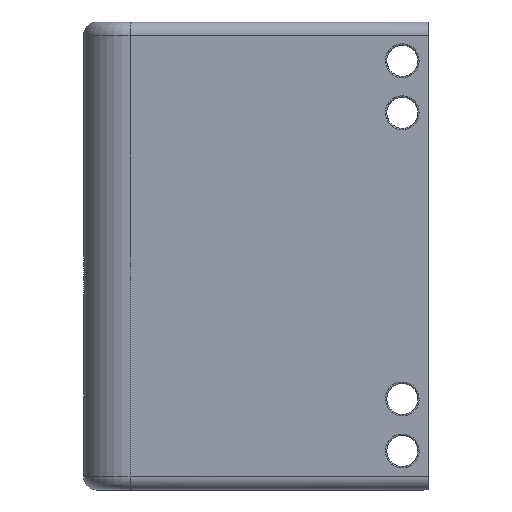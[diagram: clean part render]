
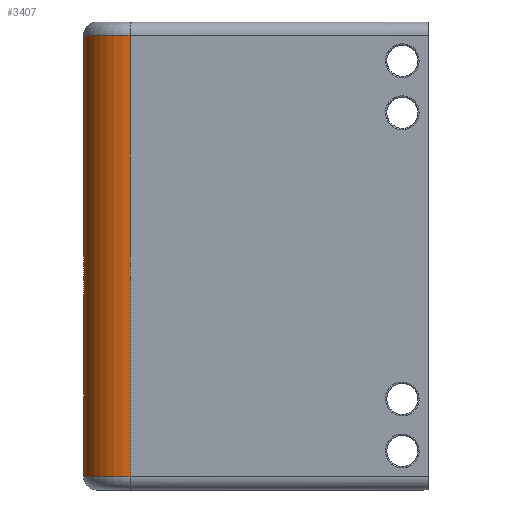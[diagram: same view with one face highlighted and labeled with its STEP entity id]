
A CAD part, left-side view. The second image highlights one B-rep face of the part: STEP entity #3407.
In plain terms, the highlighted cylindrical face has radius 20 mm (diameter 40 mm), a partial arc.
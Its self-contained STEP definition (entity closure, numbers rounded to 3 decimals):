
#744=CARTESIAN_POINT('',(-116.428,130.,175.));
#745=DIRECTION('',(0.,0.,1.));
#746=DIRECTION('',(0.,1.,0.));
#747=AXIS2_PLACEMENT_3D('',#744,#745,#746);
#749=CARTESIAN_POINT('',(-116.428,130.,5.));
#750=DIRECTION('',(0.,0.,-1.));
#751=DIRECTION('',(-0.994,0.11,0.));
#752=AXIS2_PLACEMENT_3D('',#749,#750,#751);
#762=DIRECTION('',(0.,0.,-1.));
#763=VECTOR('',#762,170.);
#764=CARTESIAN_POINT('',(-136.307,132.196,175.));
#765=LINE('',#764,#763);
#1826=DIRECTION('',(0.,0.,-1.));
#1827=VECTOR('',#1826,170.);
#1828=CARTESIAN_POINT('',(-116.428,150.,175.));
#1829=LINE('',#1828,#1827);
#2660=CARTESIAN_POINT('',(-116.428,150.,5.));
#2661=VERTEX_POINT('',#2660);
#2664=CARTESIAN_POINT('',(-136.307,132.196,5.));
#2665=VERTEX_POINT('',#2664);
#2671=CARTESIAN_POINT('',(-136.307,132.196,175.));
#2672=VERTEX_POINT('',#2671);
#2679=CARTESIAN_POINT('',(-116.428,150.,175.));
#2680=VERTEX_POINT('',#2679);
#3394=CARTESIAN_POINT('',(-116.428,130.,414.648));
#3395=DIRECTION('',(0.,0.,-1.));
#3396=DIRECTION('',(-0.994,0.11,0.));
#3397=AXIS2_PLACEMENT_3D('',#3394,#3395,#3396);
#3398=CYLINDRICAL_SURFACE('',#3397,20.);
#3399=ORIENTED_EDGE('',*,*,#3387,.T.);
#3401=ORIENTED_EDGE('',*,*,#3400,.T.);
#3402=ORIENTED_EDGE('',*,*,#3289,.T.);
#3404=ORIENTED_EDGE('',*,*,#3403,.F.);
#3405=EDGE_LOOP('',(#3399,#3401,#3402,#3404));
#3406=FACE_OUTER_BOUND('',#3405,.F.);
#3407=ADVANCED_FACE('',(#3406),#3398,.T.);
#748=CIRCLE('',#747,20.);
#753=CIRCLE('',#752,20.);
#3289=EDGE_CURVE('',#2665,#2661,#753,.T.);
#3387=EDGE_CURVE('',#2680,#2672,#748,.T.);
#3400=EDGE_CURVE('',#2672,#2665,#765,.T.);
#3403=EDGE_CURVE('',#2680,#2661,#1829,.T.);
